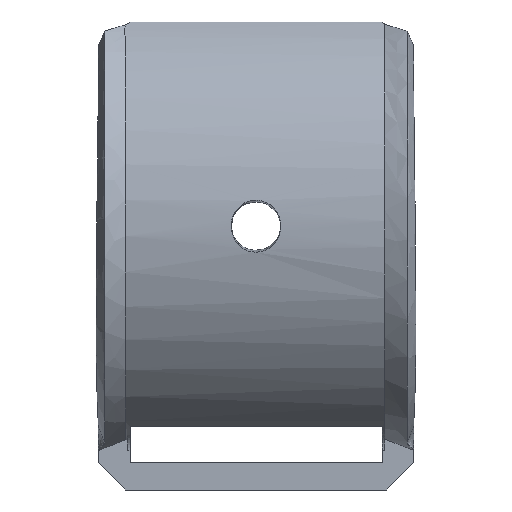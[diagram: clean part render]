
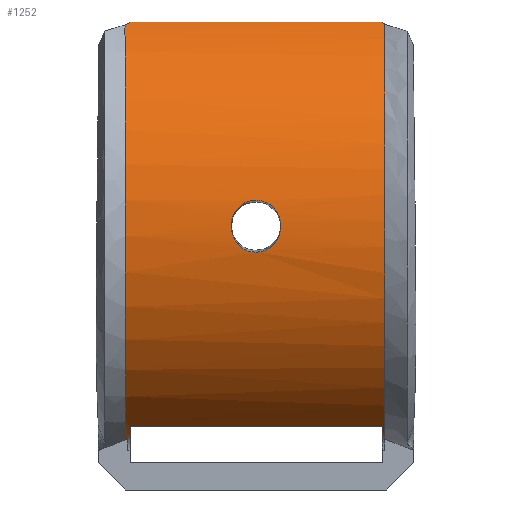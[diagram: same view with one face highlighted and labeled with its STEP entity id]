
A CAD part, front view. The second image highlights one B-rep face of the part: STEP entity #1252.
In plain terms, the highlighted cylindrical face has radius 26.4 mm (diameter 52.8 mm), a partial arc.
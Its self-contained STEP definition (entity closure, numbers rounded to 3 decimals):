
#28=DIRECTION('',(1.,0.,0.));
#29=VECTOR('',#28,0.18);
#30=CARTESIAN_POINT('',(-14.49,-2.,5.594));
#31=LINE('',#30,#29);
#83=CARTESIAN_POINT('',(-13.91,-4.61,52.));
#84=CARTESIAN_POINT('',(-13.981,-4.667,51.965));
#85=CARTESIAN_POINT('',(-14.122,-4.782,51.893));
#86=CARTESIAN_POINT('',(-14.335,-4.954,51.785));
#87=CARTESIAN_POINT('',(-14.477,-5.068,51.712));
#88=CARTESIAN_POINT('',(-14.548,-5.125,51.676));
#90=CARTESIAN_POINT('',(0.,-17.02,26.424));
#91=CARTESIAN_POINT('',(-0.385,-17.02,26.423));
#92=CARTESIAN_POINT('',(-1.094,-17.037,26.564));
#93=CARTESIAN_POINT('',(-2.001,-17.106,27.231));
#94=CARTESIAN_POINT('',(-2.617,-17.174,28.172));
#95=CARTESIAN_POINT('',(-2.816,-17.208,29.305));
#96=CARTESIAN_POINT('',(-2.62,-17.19,30.452));
#97=CARTESIAN_POINT('',(-2.,-17.136,31.395));
#98=CARTESIAN_POINT('',(-1.098,-17.077,32.057));
#99=CARTESIAN_POINT('',(-0.386,-17.062,32.195));
#100=CARTESIAN_POINT('',(-0.001,-17.062,
32.195));
#102=CARTESIAN_POINT('',(-14.49,-2.,5.594));
#103=CARTESIAN_POINT('',(-14.5,-2.564,5.858));
#104=CARTESIAN_POINT('',(-14.496,-3.759,6.465));
#105=CARTESIAN_POINT('',(-14.492,-5.739,7.687));
#106=CARTESIAN_POINT('',(-14.504,-7.772,9.222));
#107=CARTESIAN_POINT('',(-14.502,-9.706,11.012));
#108=CARTESIAN_POINT('',(-14.494,-11.417,12.944));
#109=CARTESIAN_POINT('',(-14.499,-12.942,15.045));
#110=CARTESIAN_POINT('',(-14.512,-14.253,17.287));
#111=CARTESIAN_POINT('',(-14.514,-15.337,19.643));
#112=CARTESIAN_POINT('',(-14.511,-16.185,22.096));
#113=CARTESIAN_POINT('',(-14.516,-16.789,24.621));
#114=CARTESIAN_POINT('',(-14.519,-17.142,27.193));
#115=CARTESIAN_POINT('',(-14.526,-17.241,29.786));
#116=CARTESIAN_POINT('',(-14.532,-17.085,32.378));
#117=CARTESIAN_POINT('',(-14.538,-16.677,34.941));
#118=CARTESIAN_POINT('',(-14.542,-16.018,37.454));
#119=CARTESIAN_POINT('',(-14.54,-15.119,39.882));
#120=CARTESIAN_POINT('',(-14.537,-13.98,42.225));
#121=CARTESIAN_POINT('',(-14.543,-12.622,44.428));
#122=CARTESIAN_POINT('',(-14.539,-11.197,46.308));
#123=CARTESIAN_POINT('',(-14.514,-9.833,47.828));
#124=CARTESIAN_POINT('',(-14.493,-8.532,49.083));
#125=CARTESIAN_POINT('',(-14.533,-7.306,50.122));
#126=CARTESIAN_POINT('',(-14.588,-6.169,50.98));
#127=CARTESIAN_POINT('',(-14.573,-5.461,51.458));
#128=CARTESIAN_POINT('',(-14.548,-5.125,51.676));
#130=DIRECTION('',(-1.,0.,0.));
#131=VECTOR('',#130,27.864);
#132=CARTESIAN_POINT('',(13.953,-4.61,52.));
#133=LINE('',#132,#131);
#134=CARTESIAN_POINT('',(14.31,9.2,29.5));
#135=DIRECTION('',(1.,0.,0.));
#136=DIRECTION('',(0.,-0.534,0.845));
#137=AXIS2_PLACEMENT_3D('',#134,#135,#136);
#139=DIRECTION('',(1.,0.,0.));
#140=VECTOR('',#139,0.31);
#141=CARTESIAN_POINT('',(14.,-3.07,6.125));
#142=LINE('',#141,#140);
#143=DIRECTION('',(1.,0.,0.));
#144=VECTOR('',#143,28.);
#145=CARTESIAN_POINT('',(-14.,-4.628,7.011));
#146=LINE('',#145,#144);
#147=DIRECTION('',(1.,0.,0.));
#148=VECTOR('',#147,0.31);
#149=CARTESIAN_POINT('',(-14.31,-3.07,6.125));
#150=LINE('',#149,#148);
#155=CARTESIAN_POINT('',(0.,-17.02,
26.424));
#156=CARTESIAN_POINT('',(0.386,-17.02,26.425));
#157=CARTESIAN_POINT('',(1.095,-17.038,26.567));
#158=CARTESIAN_POINT('',(1.85,-17.095,27.12));
#159=CARTESIAN_POINT('',(2.308,-17.14,27.7));
#160=CARTESIAN_POINT('',(2.565,-17.169,28.197));
#161=CARTESIAN_POINT('',(2.721,-17.191,28.747));
#162=CARTESIAN_POINT('',(2.765,-17.201,29.314));
#163=CARTESIAN_POINT('',(2.721,-17.199,29.881));
#164=CARTESIAN_POINT('',(2.565,-17.185,30.433));
#165=CARTESIAN_POINT('',(2.306,-17.163,30.93));
#166=CARTESIAN_POINT('',(1.846,-17.126,31.508));
#167=CARTESIAN_POINT('',(1.096,-17.077,32.057));
#168=CARTESIAN_POINT('',(0.385,-17.062,32.195));
#169=CARTESIAN_POINT('',(-0.001,-17.062,
32.195));
#434=CARTESIAN_POINT('',(14.,9.2,29.5));
#435=DIRECTION('',(-1.,0.,0.));
#436=DIRECTION('',(0.,-0.465,-0.885));
#437=AXIS2_PLACEMENT_3D('',#434,#435,#436);
#458=CARTESIAN_POINT('',(13.953,-4.61,52.));
#459=CARTESIAN_POINT('',(13.993,-4.643,51.98));
#460=CARTESIAN_POINT('',(14.072,-4.709,51.939));
#461=CARTESIAN_POINT('',(14.191,-4.809,51.877));
#462=CARTESIAN_POINT('',(14.271,-4.873,51.834));
#463=CARTESIAN_POINT('',(14.31,-4.905,51.814));
#625=CARTESIAN_POINT('',(-14.,9.2,29.5));
#626=DIRECTION('',(1.,0.,0.));
#627=DIRECTION('',(0.,-0.524,-0.852));
#628=AXIS2_PLACEMENT_3D('',#625,#626,#627);
#794=CARTESIAN_POINT('',(-14.31,9.2,29.5));
#795=DIRECTION('',(1.,0.,0.));
#796=DIRECTION('',(0.,-0.465,-0.885));
#797=AXIS2_PLACEMENT_3D('',#794,#795,#796);
#808=CARTESIAN_POINT('',(-14.,-3.07,6.125));
#810=VERTEX_POINT('',#808);
#817=CARTESIAN_POINT('',(-0.001,-17.062,
32.195));
#819=VERTEX_POINT('',#817);
#845=CARTESIAN_POINT('',(-14.31,-3.07,6.125));
#846=VERTEX_POINT('',#845);
#853=CARTESIAN_POINT('',(14.,-3.07,6.125));
#854=VERTEX_POINT('',#853);
#859=CARTESIAN_POINT('',(0.,-17.02,
26.424));
#860=VERTEX_POINT('',#859);
#862=CARTESIAN_POINT('',(-13.91,-4.61,52.));
#864=VERTEX_POINT('',#862);
#886=CARTESIAN_POINT('',(14.31,-3.07,6.125));
#887=VERTEX_POINT('',#886);
#890=CARTESIAN_POINT('',(13.953,-4.61,52.));
#891=VERTEX_POINT('',#890);
#892=CARTESIAN_POINT('',(-14.,-4.628,7.011));
#893=CARTESIAN_POINT('',(14.,-4.628,7.011));
#894=VERTEX_POINT('',#892);
#895=VERTEX_POINT('',#893);
#906=VERTEX_POINT('',#463);
#914=CARTESIAN_POINT('',(-14.31,-2.,5.594));
#915=VERTEX_POINT('',#914);
#918=VERTEX_POINT('',#102);
#919=VERTEX_POINT('',#128);
#1218=CARTESIAN_POINT('',(74.352,9.2,29.5));
#1219=DIRECTION('',(-1.,0.,0.));
#1220=DIRECTION('',(0.,-0.885,0.465));
#1221=AXIS2_PLACEMENT_3D('',#1218,#1219,#1220);
#1222=CYLINDRICAL_SURFACE('',#1221,26.4);
#1223=ORIENTED_EDGE('',*,*,#1169,.T.);
#1224=ORIENTED_EDGE('',*,*,#1204,.F.);
#1226=ORIENTED_EDGE('',*,*,#1225,.F.);
#1228=ORIENTED_EDGE('',*,*,#1227,.T.);
#1230=ORIENTED_EDGE('',*,*,#1229,.T.);
#1232=ORIENTED_EDGE('',*,*,#1231,.F.);
#1234=ORIENTED_EDGE('',*,*,#1233,.T.);
#1236=ORIENTED_EDGE('',*,*,#1235,.F.);
#1238=ORIENTED_EDGE('',*,*,#1237,.T.);
#1240=ORIENTED_EDGE('',*,*,#1239,.F.);
#1242=ORIENTED_EDGE('',*,*,#1241,.T.);
#1243=ORIENTED_EDGE('',*,*,#988,.F.);
#1244=EDGE_LOOP('',(#1223,#1224,#1226,#1228,#1230,#1232,#1234,#1236,#1238,#1240,
#1242,#1243));
#1245=FACE_OUTER_BOUND('',#1244,.F.);
#1247=ORIENTED_EDGE('',*,*,#1246,.F.);
#1249=ORIENTED_EDGE('',*,*,#1248,.T.);
#1250=EDGE_LOOP('',(#1247,#1249));
#1251=FACE_BOUND('',#1250,.F.);
#1252=ADVANCED_FACE('',(#1245,#1251),#1222,.T.);
#89=B_SPLINE_CURVE_WITH_KNOTS('',3,(#83,#84,#85,#86,#87,#88),.UNSPECIFIED.,.F.,
.F.,(4,1,1,4),(0.,0.333,0.667,1.),.UNSPECIFIED.);
#101=B_SPLINE_CURVE_WITH_KNOTS('',3,(#90,#91,#92,#93,#94,#95,#96,#97,#98,#99,
#100),.UNSPECIFIED.,.F.,.F.,(4,1,1,1,1,1,1,1,4),(0.,0.125,0.25,0.375,
0.5,0.625,0.75,0.875,1.),.UNSPECIFIED.);
#129=B_SPLINE_CURVE_WITH_KNOTS('',3,(#102,#103,#104,#105,#106,#107,#108,#109,
#110,#111,#112,#113,#114,#115,#116,#117,#118,#119,#120,#121,#122,#123,#124,#125,
#126,#127,#128),.UNSPECIFIED.,.F.,.F.,(4,1,1,1,1,1,1,1,1,1,1,1,1,1,1,1,1,1,1,1,
1,1,1,1,4),(0.,0.042,0.083,0.125,0.167,
0.208,0.25,0.292,0.333,0.375,
0.417,0.458,0.5,0.542,0.583,
0.625,0.667,0.708,0.75,0.792,
0.833,0.875,0.917,0.958,1.),
.UNSPECIFIED.);
#138=CIRCLE('',#137,26.4);
#170=B_SPLINE_CURVE_WITH_KNOTS('',3,(#155,#156,#157,#158,#159,#160,#161,#162,
#163,#164,#165,#166,#167,#168,#169),.UNSPECIFIED.,.F.,.F.,(4,1,1,1,1,1,1,1,1,1,
1,1,4),(0.,0.125,0.25,0.313,0.375,0.438,0.5,0.563,0.625,
0.688,0.75,0.875,1.),.UNSPECIFIED.);
#438=CIRCLE('',#437,26.4);
#464=B_SPLINE_CURVE_WITH_KNOTS('',3,(#458,#459,#460,#461,#462,#463),
.UNSPECIFIED.,.F.,.F.,(4,1,1,4),(0.,0.333,0.667,1.),
.UNSPECIFIED.);
#629=CIRCLE('',#628,26.4);
#798=CIRCLE('',#797,26.4);
#988=EDGE_CURVE('',#918,#915,#31,.T.);
#1169=EDGE_CURVE('',#918,#919,#129,.T.);
#1204=EDGE_CURVE('',#864,#919,#89,.T.);
#1225=EDGE_CURVE('',#891,#864,#133,.T.);
#1227=EDGE_CURVE('',#891,#906,#464,.T.);
#1229=EDGE_CURVE('',#906,#887,#138,.T.);
#1231=EDGE_CURVE('',#854,#887,#142,.T.);
#1233=EDGE_CURVE('',#854,#895,#438,.T.);
#1235=EDGE_CURVE('',#894,#895,#146,.T.);
#1237=EDGE_CURVE('',#894,#810,#629,.T.);
#1239=EDGE_CURVE('',#846,#810,#150,.T.);
#1241=EDGE_CURVE('',#846,#915,#798,.T.);
#1246=EDGE_CURVE('',#860,#819,#101,.T.);
#1248=EDGE_CURVE('',#860,#819,#170,.T.);
